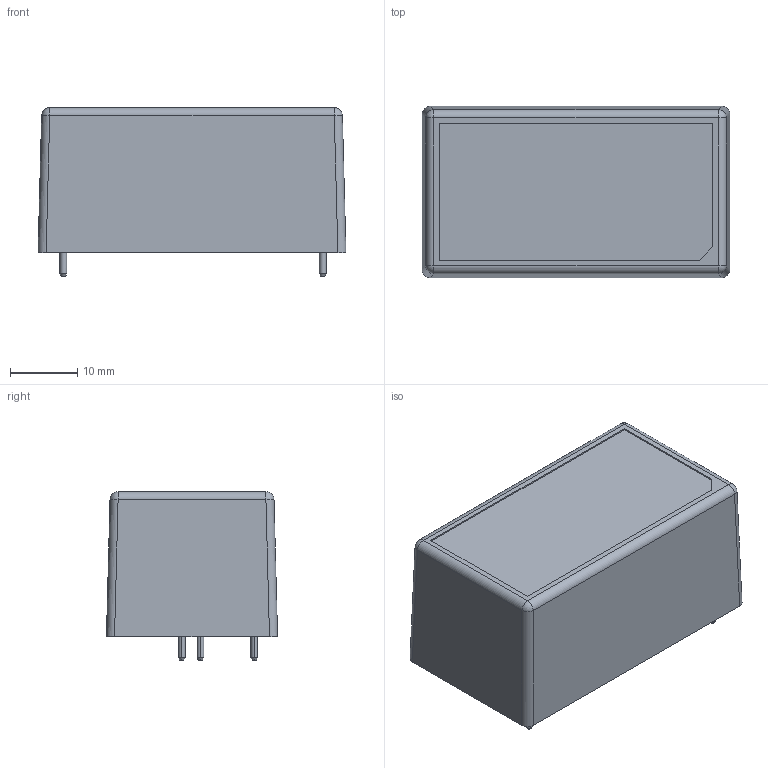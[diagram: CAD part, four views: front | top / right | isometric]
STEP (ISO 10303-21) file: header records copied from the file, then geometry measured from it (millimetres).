
FILE_DESCRIPTION(('Creo Elements/Direct Modeling STEP Export'),'2;1');
FILE_NAME('MPM-10.stp','2020-06-03T18:18:02',(''),(''),'PTC Creo Elements/Direct Modeling STEP processor for AP214 (Solid Model)','PTC Creo Elements/Direct Modeling 19.0E 27-Jun-2016 (C) Parametric Technology GmbH','');
FILE_SCHEMA(('AUTOMOTIVE_DESIGN { 1 0 10303 214 1 1 1 1 }'));
Length unit declared in the file: millimetre
Products named in the file (25): PCB; pinry095.3; pinry095.2; pinry095.1; pinry095; PIN; case; BASE; TF1; C4; C37; C1; u2; Y.1.1; Y.1.1.1; C101; PART; C5; 11.1; 11; c5; 零件; MPM-05-10.stp
Assembly tree (24 placements, depth 4):
  MPM-05-10.stp
    零件
      c5
        11
        11.1
        C5
      PART
        C101
        Y.1.1.1
        Y.1.1
        u2
        C1
        C37
        C4
      TF1
    case
      BASE
      case
    PIN
      pinry095
      pinry095.1
      pinry095.2
      pinry095.3
    PCB
      PCB
Bounding box: 45.7 x 25.4 x 25 mm (x, y, z)
Volume: 12232.8 mm3; surface area: 15968.6 mm2
Topology: 18 solids, 18 shells, 470 faces, 1140 edges, 732 vertices
Faces by surface type: plane 206, cylinder 177, cone 56, torus 23, sphere 8
Entity records: 15616 total; most frequent: CARTESIAN_POINT 4347, ORIENTED_EDGE 2264, DIRECTION 2043, EDGE_CURVE 1132, VERTEX_POINT 732, AXIS2_PLACEMENT_3D 716, VECTOR 611, LINE 611
